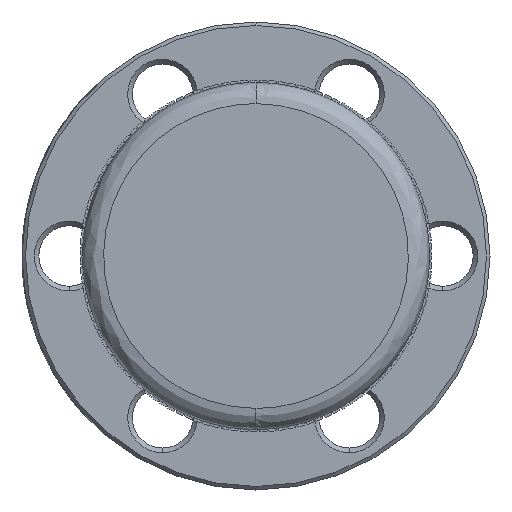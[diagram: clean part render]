
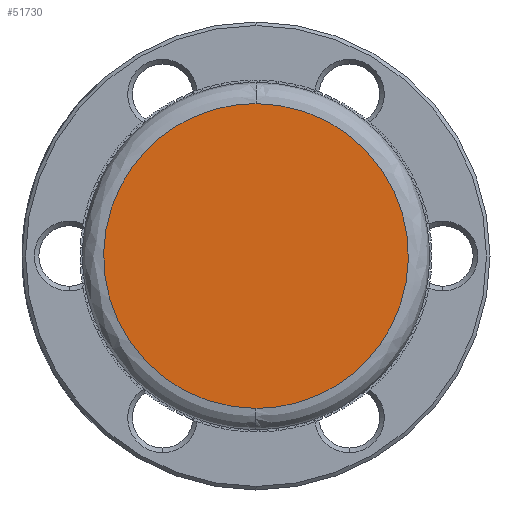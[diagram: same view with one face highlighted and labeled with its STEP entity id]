
A CAD part, left-side view. The second image highlights one B-rep face of the part: STEP entity #51730.
In plain terms, the highlighted planar face has unit normal (-1, 0, 0).
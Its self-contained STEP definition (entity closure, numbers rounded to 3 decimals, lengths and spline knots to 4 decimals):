
#15004 = EDGE_CURVE ( 'NONE', #37156, #37155, #37599, .T. ) ;
#24213 = CARTESIAN_POINT ( 'NONE',  ( -5.1283, 0., 1.0998 ) ) ;
#24214 = CARTESIAN_POINT ( 'NONE',  ( -5.1283, -2.1996, 1.0998 ) ) ;
#24218 = CARTESIAN_POINT ( 'NONE',  ( -5.1283, -2.1996, -1.0998 ) ) ;
#24219 = CARTESIAN_POINT ( 'NONE',  ( -5.1283, 0., -1.0998 ) ) ;
#24742 = AXIS2_PLACEMENT_3D ( 'NONE', #48072, #48081, #48082 ) ;
#25856 = CARTESIAN_POINT ( 'NONE',  ( -5.1283, 0., 1.0998 ) ) ;
#25857 = CARTESIAN_POINT ( 'NONE',  ( -5.1283, 0., -1.0998 ) ) ;
#34246 = CARTESIAN_POINT ( 'NONE',  ( -5.1283, 2.1996, -1.0998 ) ) ;
#34247 = CARTESIAN_POINT ( 'NONE',  ( -5.1283, 2.1996, 1.0998 ) ) ;
#34251 = CARTESIAN_POINT ( 'NONE',  ( -5.1283, 0., -1.0998 ) ) ;
#34252 = CARTESIAN_POINT ( 'NONE',  ( -5.1283, 0., 1.0998 ) ) ;
#36108 = EDGE_CURVE ( 'NONE', #37155, #37156, #37721, .T. ) ;
#37155 = VERTEX_POINT ( 'NONE', #25856 ) ;
#37156 = VERTEX_POINT ( 'NONE', #25857 ) ;
#37599 =( BOUNDED_CURVE ( )  B_SPLINE_CURVE ( 3, ( #34251, #34246, #34247, #34252 ),
 .UNSPECIFIED., .F., .F. ) 
 B_SPLINE_CURVE_WITH_KNOTS ( ( 4, 4 ),
 ( 0.5, 1. ),
 .UNSPECIFIED. ) 
 CURVE ( )  GEOMETRIC_REPRESENTATION_ITEM ( )  RATIONAL_B_SPLINE_CURVE ( ( 1., 0.333, 0.333, 1. ) ) 
 REPRESENTATION_ITEM ( '' )  );
#37721 =( BOUNDED_CURVE ( )  B_SPLINE_CURVE ( 3, ( #24213, #24214, #24218, #24219 ),
 .UNSPECIFIED., .F., .F. ) 
 B_SPLINE_CURVE_WITH_KNOTS ( ( 4, 4 ),
 ( 0., 0.5 ),
 .UNSPECIFIED. ) 
 CURVE ( )  GEOMETRIC_REPRESENTATION_ITEM ( )  RATIONAL_B_SPLINE_CURVE ( ( 1., 0.333, 0.333, 1. ) ) 
 REPRESENTATION_ITEM ( '' )  );
#39126 = FACE_OUTER_BOUND ( 'NONE', #53524, .T. ) ;
#48072 = CARTESIAN_POINT ( 'NONE',  ( -5.1283, 0., 0. ) ) ;
#48079 = PLANE ( 'NONE',  #24742 ) ;
#48081 = DIRECTION ( 'NONE',  ( 1., 0., 0. ) ) ;
#48082 = DIRECTION ( 'NONE',  ( 0., 0., -1. ) ) ;
#51730 = ADVANCED_FACE ( 'NONE', ( #39126 ), #48079, .F. ) ;
#52252 = ORIENTED_EDGE ( 'NONE', *, *, #36108, .F. ) ;
#52422 = ORIENTED_EDGE ( 'NONE', *, *, #15004, .F. ) ;
#53524 = EDGE_LOOP ( 'NONE', ( #52252, #52422 ) ) ;
